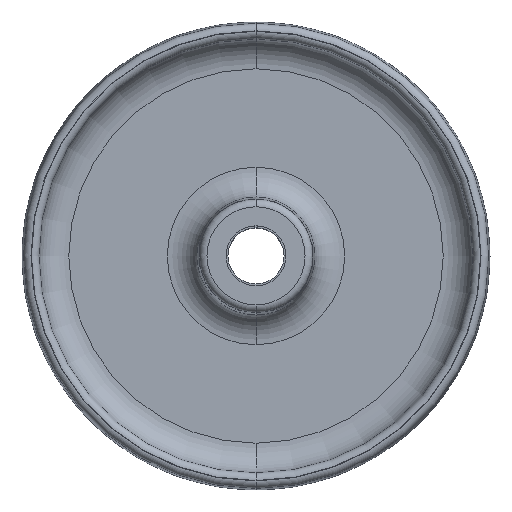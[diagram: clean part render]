
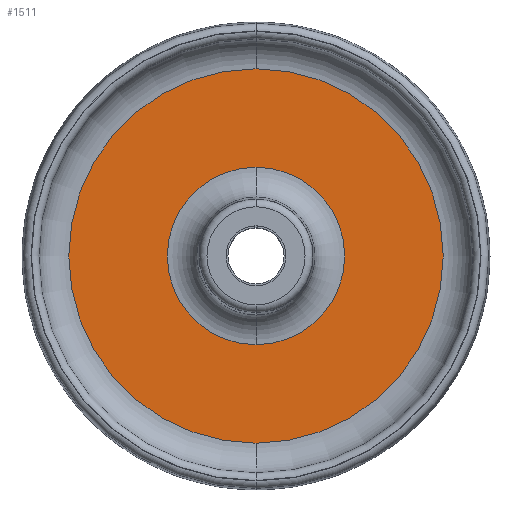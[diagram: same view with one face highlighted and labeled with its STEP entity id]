
A CAD part, top view. The second image highlights one B-rep face of the part: STEP entity #1511.
In plain terms, the highlighted planar face has unit normal (0, 0, 1).
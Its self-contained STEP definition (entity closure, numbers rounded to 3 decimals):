
#161 = EDGE_CURVE ( 'NONE', #368, #1241, #1199, .T. ) ;
#185 = CIRCLE ( 'NONE', #1666, 50. ) ;
#211 = CARTESIAN_POINT ( 'NONE',  ( 0., 0., 3. ) ) ;
#233 = CARTESIAN_POINT ( 'NONE',  ( 0., -50., 3. ) ) ;
#312 = AXIS2_PLACEMENT_3D ( 'NONE', #1084, #1265, #1243 ) ;
#337 = DIRECTION ( 'NONE',  ( 0., -1., 0. ) ) ;
#368 = VERTEX_POINT ( 'NONE', #990 ) ;
#510 = AXIS2_PLACEMENT_3D ( 'NONE', #1514, #1937, #1080 ) ;
#529 = CARTESIAN_POINT ( 'NONE',  ( 0., 23.692, 3. ) ) ;
#530 = DIRECTION ( 'NONE',  ( 0., -1., 0. ) ) ;
#544 = DIRECTION ( 'NONE',  ( 0., 0., -1. ) ) ;
#571 = AXIS2_PLACEMENT_3D ( 'NONE', #847, #663, #337 ) ;
#585 = CIRCLE ( 'NONE', #1765, 23.692 ) ;
#597 = CARTESIAN_POINT ( 'NONE',  ( 0., 0., 3. ) ) ;
#663 = DIRECTION ( 'NONE',  ( 0., 0., 1. ) ) ;
#734 = VERTEX_POINT ( 'NONE', #529 ) ;
#774 = ORIENTED_EDGE ( 'NONE', *, *, #1927, .T. ) ;
#847 = CARTESIAN_POINT ( 'NONE',  ( 0., 0., 3. ) ) ;
#906 = EDGE_LOOP ( 'NONE', ( #1499, #774 ) ) ;
#990 = CARTESIAN_POINT ( 'NONE',  ( 0., 50., 3. ) ) ;
#1080 = DIRECTION ( 'NONE',  ( 0., -1., 0. ) ) ;
#1084 = CARTESIAN_POINT ( 'NONE',  ( 58., 0., 3. ) ) ;
#1098 = FACE_BOUND ( 'NONE', #906, .T. ) ;
#1199 = CIRCLE ( 'NONE', #571, 50. ) ;
#1241 = VERTEX_POINT ( 'NONE', #233 ) ;
#1243 = DIRECTION ( 'NONE',  ( 0., -1., 0. ) ) ;
#1255 = FACE_OUTER_BOUND ( 'NONE', #2101, .T. ) ;
#1264 = ORIENTED_EDGE ( 'NONE', *, *, #161, .T. ) ;
#1265 = DIRECTION ( 'NONE',  ( 0., 0., 1. ) ) ;
#1412 = PLANE ( 'NONE',  #312 ) ;
#1435 = DIRECTION ( 'NONE',  ( 0., -1., 0. ) ) ;
#1450 = CARTESIAN_POINT ( 'NONE',  ( 0., -23.692, 3. ) ) ;
#1478 = CIRCLE ( 'NONE', #510, 23.692 ) ;
#1499 = ORIENTED_EDGE ( 'NONE', *, *, #2065, .T. ) ;
#1508 = VERTEX_POINT ( 'NONE', #1450 ) ;
#1511 = ADVANCED_FACE ( 'NONE', ( #1098, #1255 ), #1412, .T. ) ;
#1514 = CARTESIAN_POINT ( 'NONE',  ( 0., 0., 3. ) ) ;
#1612 = DIRECTION ( 'NONE',  ( 0., 0., 1. ) ) ;
#1666 = AXIS2_PLACEMENT_3D ( 'NONE', #597, #1612, #1435 ) ;
#1745 = ORIENTED_EDGE ( 'NONE', *, *, #2150, .T. ) ;
#1765 = AXIS2_PLACEMENT_3D ( 'NONE', #211, #544, #530 ) ;
#1927 = EDGE_CURVE ( 'NONE', #734, #1508, #585, .T. ) ;
#1937 = DIRECTION ( 'NONE',  ( 0., 0., -1. ) ) ;
#2065 = EDGE_CURVE ( 'NONE', #1508, #734, #1478, .T. ) ;
#2101 = EDGE_LOOP ( 'NONE', ( #1745, #1264 ) ) ;
#2150 = EDGE_CURVE ( 'NONE', #1241, #368, #185, .T. ) ;
